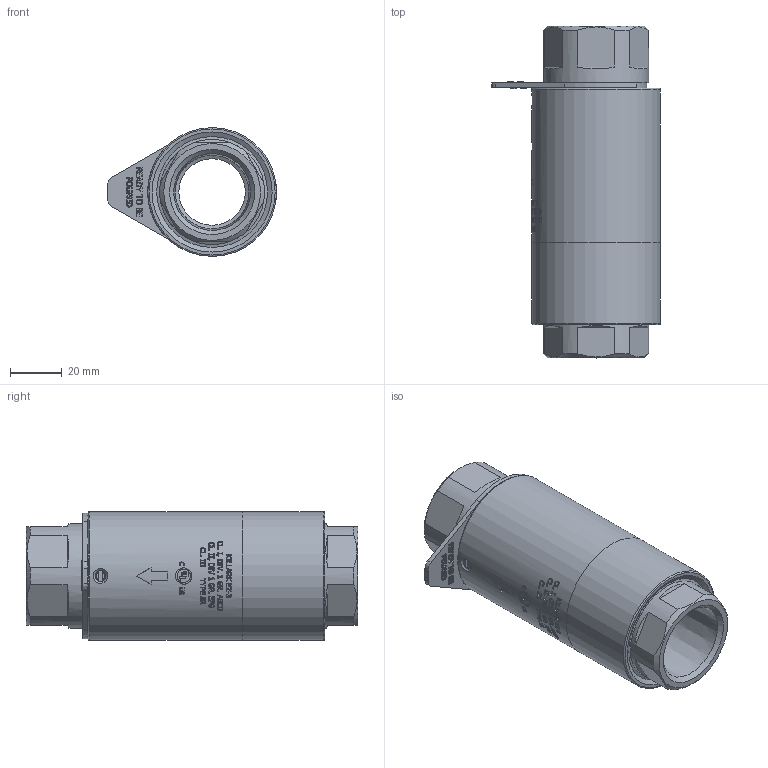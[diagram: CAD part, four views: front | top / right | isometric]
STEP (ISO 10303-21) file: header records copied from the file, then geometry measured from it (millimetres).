
FILE_DESCRIPTION(/* description */ (''),/* implementation_level */ '2;1');
FILE_NAME(/* name */ 'KIL_EZ3.stp',/* time_stamp */ '2022-12-13T09:01:53-06:00',/* author */ ('nsantoro'),/* organization */ (''),/* preprocessor_version */ 'ST-DEVELOPER v18',/* originating_system */ 'Autodesk Inventor 2020',/* authorisation */ '');
FILE_SCHEMA (('AUTOMOTIVE_DESIGN { 1 0 10303 214 3 1 1 }'));
Length unit declared in the file: inch
Products named in the file (1): 51993-1_Shrinkwrap_1
Bounding box: 65.38 x 128.39 x 49.81 mm (x, y, z)
Volume: 103579.5 mm3; surface area: 56985.3 mm2
Topology: 5 solids, 5 shells, 1357 faces, 3708 edges, 2483 vertices
Faces by surface type: plane 733, bspline 465, cylinder 116, cone 29, torus 14
Full cylindrical faces by diameter (mm): 4.166 x3, 25.73 x2, 34.925 x4, 37.109 x1, 37.821 x1, 38.227 x1, 39.027 x1, 39.345 x3, 40.615 x3, 41.885 x2, 41.929 x3, 42.901 x1, 42.945 x2, 44.29 x1, 44.425 x1, 49.809 x2
Entity records: 53150 total; most frequent: CARTESIAN_POINT 19817, ORIENTED_EDGE 7416, DIRECTION 5249, EDGE_CURVE 3708, VERTEX_POINT 2483, LINE 2037, VECTOR 2037, AXIS2_PLACEMENT_3D 1606
